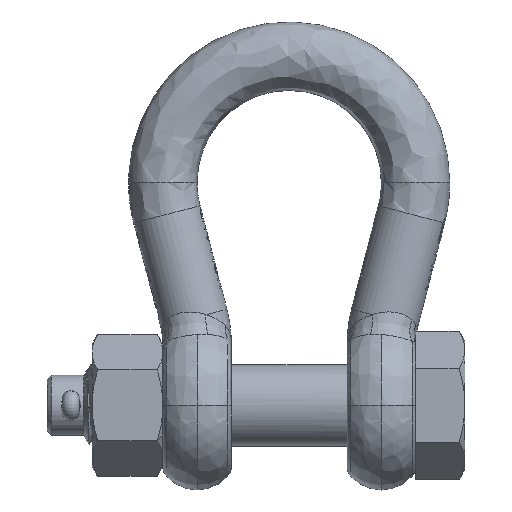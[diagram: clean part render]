
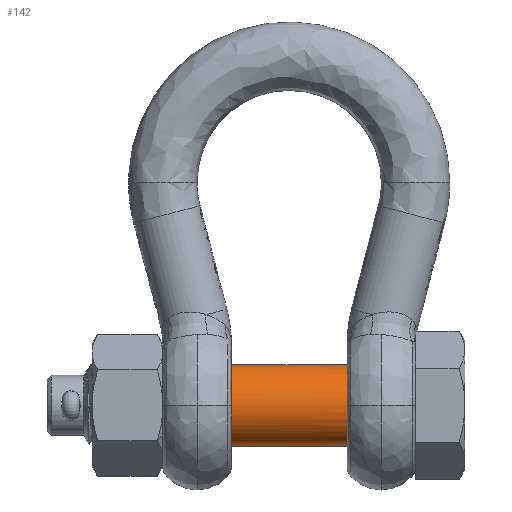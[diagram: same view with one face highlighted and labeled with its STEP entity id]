
A CAD part, top view. The second image highlights one B-rep face of the part: STEP entity #142.
In plain terms, the highlighted cylindrical face has radius 9.5 mm (diameter 19 mm), a partial arc.
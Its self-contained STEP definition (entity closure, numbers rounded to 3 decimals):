
#142=ADVANCED_FACE('NONE',(#925),#926,.T.);
#925=FACE_OUTER_BOUND('',#2654,.T.);
#926=CYLINDRICAL_SURFACE('',#2655,9.5);
#2654=EDGE_LOOP('',(#14402,#14403,#14404,#14405,#14406));
#2655=AXIS2_PLACEMENT_3D('',#14407,#14408,#14409);
#14402=ORIENTED_EDGE('',*,*,#19575,.F.);
#14403=ORIENTED_EDGE('',*,*,#19571,.T.);
#14404=ORIENTED_EDGE('',*,*,#19583,.T.);
#14405=ORIENTED_EDGE('',*,*,#19582,.T.);
#14406=ORIENTED_EDGE('',*,*,#19584,.F.);
#14407=CARTESIAN_POINT('',(29.25,0.0,0.0));
#14408=DIRECTION('',(1.0,0.0,-0.0));
#14409=DIRECTION('',(0.0,1.0,0.));
#19571=EDGE_CURVE('NONE',#21665,#21663,#21666,.T.);
#19575=EDGE_CURVE('NONE',#21665,#21672,#21673,.T.);
#19582=EDGE_CURVE('NONE',#21670,#21684,#21686,.T.);
#19583=EDGE_CURVE('NONE',#21663,#21670,#21687,.T.);
#19584=EDGE_CURVE('NONE',#21672,#21684,#21688,.T.);
#21663=VERTEX_POINT('NONE',#25055);
#21665=VERTEX_POINT('NONE',#25057);
#21666=CIRCLE('',#25058,9.5);
#21670=VERTEX_POINT('NONE',#25062);
#21672=VERTEX_POINT('NONE',#25064);
#21673=LINE('',#25065,#25066);
#21684=VERTEX_POINT('NONE',#25160);
#21686=LINE('',#25206,#25207);
#21687=CIRCLE('',#25208,9.5);
#21688=B_SPLINE_CURVE_WITH_KNOTS('',3,(#25209,#25210,#25211,#25212,#25213,#25214,#25215,#25216,#25217,#25218,#25219,#25220,#25221,#25222,#25223,#25224,#25225,#25226,#25227,#25228,#25229,#25230,#25231,#25232,#25233,#25234,#25235,#25236,#25237,#25238,#25239,#25240,#25241,#25242,#25243,#25244,#25245,#25246,#25247,#25248,#25249,#25250,#25251,#25252,#25253,#25254),.UNSPECIFIED.,.F.,.F.,(4,2,2,2,2,2,2,2,2,2,2,2,2,2,2,2,2,2,2,2,2,2,4),(0.0,0.002,0.003,0.004,0.006,0.007,0.009,0.01,0.011,0.012,0.013,0.015,0.016,0.017,0.019,0.02,0.02,0.022,0.024,0.025,0.026,0.028,0.03),.UNSPECIFIED.);
#25055=CARTESIAN_POINT('',(29.25,0.,9.5));
#25057=CARTESIAN_POINT('',(29.25,-9.5,0.));
#25058=AXIS2_PLACEMENT_3D('',#39155,#39156,#39157);
#25062=CARTESIAN_POINT('',(29.25,9.5,0.));
#25064=CARTESIAN_POINT('',(-24.542,-9.5,0.));
#25065=CARTESIAN_POINT('',(29.25,-9.5,0.));
#25066=VECTOR('',#39167,1000.0);
#25160=CARTESIAN_POINT('',(-25.825,9.5,0.));
#25206=CARTESIAN_POINT('',(29.25,9.5,0.));
#25207=VECTOR('',#39169,1000.0);
#25208=AXIS2_PLACEMENT_3D('',#39170,#39171,#39172);
#25209=CARTESIAN_POINT('',(-24.542,-9.5,0.));
#25210=CARTESIAN_POINT('',(-24.569,-9.5,0.628));
#25211=CARTESIAN_POINT('',(-24.595,-9.438,1.245));
#25212=CARTESIAN_POINT('',(-24.635,-9.257,2.155));
#25213=CARTESIAN_POINT('',(-24.649,-9.182,2.456));
#25214=CARTESIAN_POINT('',(-24.675,-9.002,3.053));
#25215=CARTESIAN_POINT('',(-24.689,-8.895,3.35));
#25216=CARTESIAN_POINT('',(-24.729,-8.538,4.212));
#25217=CARTESIAN_POINT('',(-24.756,-8.246,4.758));
#25218=CARTESIAN_POINT('',(-24.809,-7.557,5.791));
#25219=CARTESIAN_POINT('',(-24.836,-7.156,6.279));
#25220=CARTESIAN_POINT('',(-24.889,-6.279,7.156));
#25221=CARTESIAN_POINT('',(-24.916,-5.801,7.549));
#25222=CARTESIAN_POINT('',(-24.956,-5.022,8.07));
#25223=CARTESIAN_POINT('',(-24.97,-4.752,8.232));
#25224=CARTESIAN_POINT('',(-24.996,-4.204,8.525));
#25225=CARTESIAN_POINT('',(-25.01,-3.924,8.657));
#25226=CARTESIAN_POINT('',(-25.036,-3.352,8.894));
#25227=CARTESIAN_POINT('',(-25.049,-3.061,8.999));
#25228=CARTESIAN_POINT('',(-25.076,-2.467,9.179));
#25229=CARTESIAN_POINT('',(-25.09,-2.162,9.256));
#25230=CARTESIAN_POINT('',(-25.13,-1.242,9.439));
#25231=CARTESIAN_POINT('',(-25.156,-0.626,9.5));
#25232=CARTESIAN_POINT('',(-25.196,0.303,9.5));
#25233=CARTESIAN_POINT('',(-25.21,0.614,9.485));
#25234=CARTESIAN_POINT('',(-25.237,1.237,9.424));
#25235=CARTESIAN_POINT('',(-25.25,1.547,9.378));
#25236=CARTESIAN_POINT('',(-25.29,2.461,9.197));
#25237=CARTESIAN_POINT('',(-25.317,3.053,9.018));
#25238=CARTESIAN_POINT('',(-25.357,3.915,8.661));
#25239=CARTESIAN_POINT('',(-25.37,4.2,8.527));
#25240=CARTESIAN_POINT('',(-25.397,4.751,8.233));
#25241=CARTESIAN_POINT('',(-25.41,5.017,8.073));
#25242=CARTESIAN_POINT('',(-25.45,5.789,7.558));
#25243=CARTESIAN_POINT('',(-25.477,6.269,7.165));
#25244=CARTESIAN_POINT('',(-25.531,7.156,6.28));
#25245=CARTESIAN_POINT('',(-25.557,7.551,5.799));
#25246=CARTESIAN_POINT('',(-25.597,8.067,5.027));
#25247=CARTESIAN_POINT('',(-25.61,8.227,4.761));
#25248=CARTESIAN_POINT('',(-25.637,8.521,4.212));
#25249=CARTESIAN_POINT('',(-25.651,8.656,3.928));
#25250=CARTESIAN_POINT('',(-25.691,9.014,3.064));
#25251=CARTESIAN_POINT('',(-25.717,9.194,2.472));
#25252=CARTESIAN_POINT('',(-25.771,9.437,1.255));
#25253=CARTESIAN_POINT('',(-25.798,9.5,0.628));
#25254=CARTESIAN_POINT('',(-25.825,9.5,0.));
#39155=CARTESIAN_POINT('',(29.25,0.,0.));
#39156=DIRECTION('',(-1.0,-0.0,0.0));
#39157=DIRECTION('',(0.0,-1.0,0.));
#39167=DIRECTION('',(-1.0,0.0,0.0));
#39169=DIRECTION('',(-1.0,0.0,0.0));
#39170=CARTESIAN_POINT('',(29.25,0.,0.));
#39171=DIRECTION('',(-1.0,-0.0,0.0));
#39172=DIRECTION('',(0.0,-1.0,0.));
